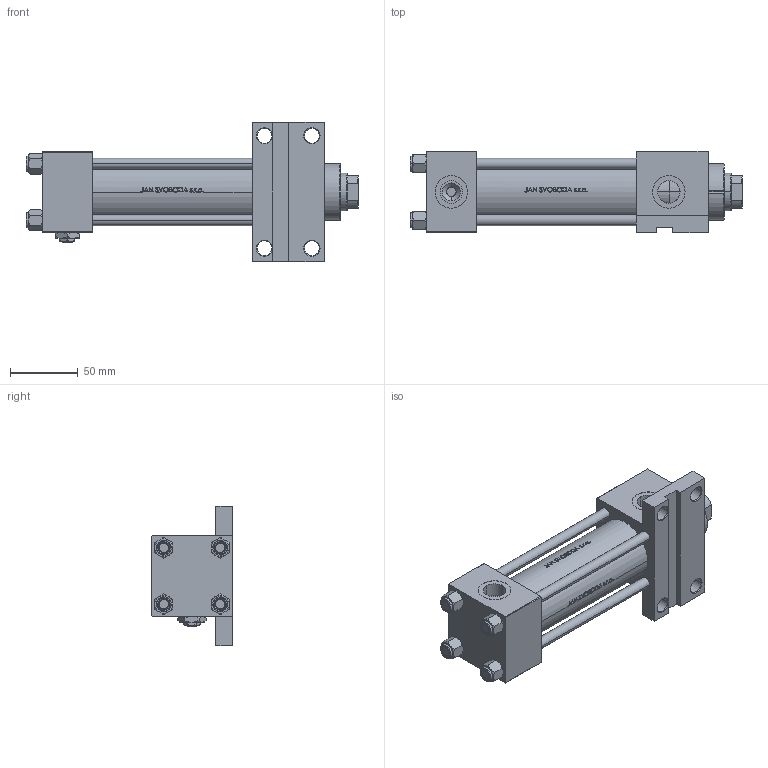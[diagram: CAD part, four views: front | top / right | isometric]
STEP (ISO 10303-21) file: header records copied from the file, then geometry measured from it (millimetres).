
FILE_DESCRIPTION (( 'STEP AP203' ), '1' );
FILE_NAME ('74e9.STEP', '2022-04-15T23:24:20', ( '' ), ( '' ), 'SwSTEP 2.0', 'SolidWorks 2019', '' );
FILE_SCHEMA (( 'CONFIG_CONTROL_DESIGN' ));
Length unit declared in the file: millimetre
Products named in the file (7): Zatka_pro_OIL_PORT 06b3878105a5dd7e1905ff8048b35915; 74e9; V215CR_F_TYCINKA 06b3878105a5dd7e1905ff8048b35915; V215CR_F_Body 06b3878105a5dd7e1905ff8048b35915; V215CR_VCP_F 06b3878105a5dd7e1905ff8048b35915; NUT_M5_F 06b3878105a5dd7e1905ff8048b35915; V215_VC_A 06b3878105a5dd7e1905ff8048b35915
Assembly tree (13 placements, depth 2):
  74e9
    V215CR_F_Body 06b3878105a5dd7e1905ff8048b35915
    V215CR_VCP_F 06b3878105a5dd7e1905ff8048b35915
    V215CR_F_TYCINKA 06b3878105a5dd7e1905ff8048b35915  x4
    NUT_M5_F 06b3878105a5dd7e1905ff8048b35915  x4
    V215_VC_A 06b3878105a5dd7e1905ff8048b35915
    Zatka_pro_OIL_PORT 06b3878105a5dd7e1905ff8048b35915  x2
Bounding box: 245 x 60 x 103 mm (x, y, z)
Volume: 515015.1 mm3; surface area: 148203 mm2
Topology: 13 solids, 13 shells, 1216 faces, 3052 edges, 1949 vertices
Faces by surface type: plane 486, bspline 380, cone 194, cylinder 148, torus 8
Entity records: 50315 total; most frequent: CARTESIAN_POINT 26646, ORIENTED_EDGE 5404, DIRECTION 3448, EDGE_CURVE 2702, VERTEX_POINT 1747, LINE 1370, VECTOR 1370, EDGE_LOOP 1163
